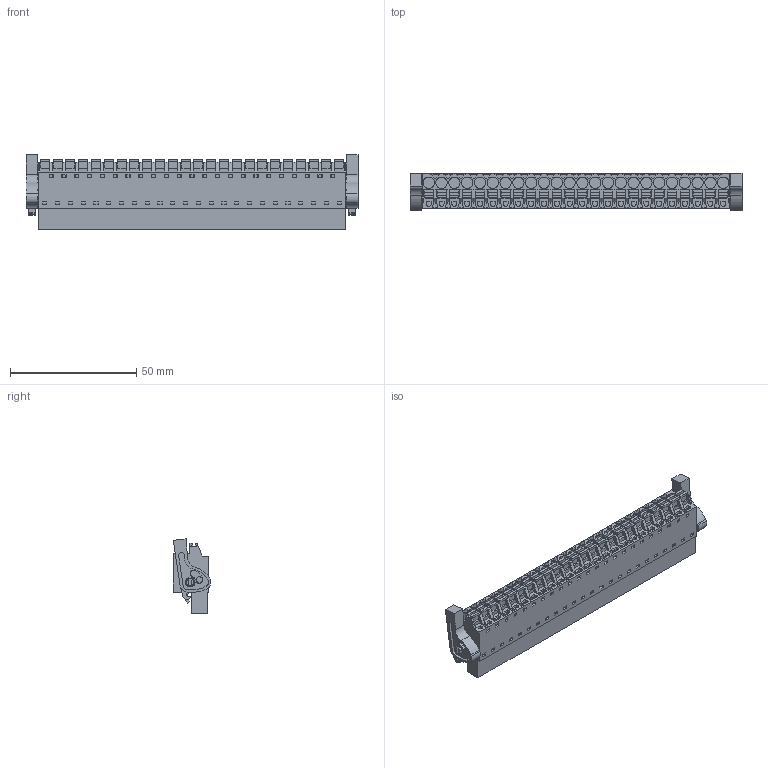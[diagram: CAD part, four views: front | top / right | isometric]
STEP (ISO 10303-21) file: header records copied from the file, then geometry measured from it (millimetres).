
FILE_DESCRIPTION(('CATIA V5 STEP Exchange','CAx-IF Rec.Pracs.--- Model Styling and Organization---1.2---2011-12-15'),'2;1');
FILE_NAME ('D1446642_0_1014620000_1014620000.stp','2017-04-29T05:59:13+00:00',('none'),('Weidmueller'),'CATIA Version 5-6 Release 2014','CATIA V5 STEP AP214','none');
FILE_SCHEMA(('AUTOMOTIVE_DESIGN { 1 0 10303 214 1 1 1 1 }'));
Products named in the file (1): 1014620000
Bounding box: 131.74 x 14.96 x 29.52 mm (x, y, z)
Volume: 30049.1 mm3; surface area: 20614.5 mm2
Topology: 27 solids, 27 shells, 1800 faces, 5183 edges, 3615 vertices
Faces by surface type: plane 1558, cylinder 233, cone 8, extrusion 1
Entity records: 57780 total; most frequent: CARTESIAN_POINT 11014, ORIENTED_EDGE 10366, DIRECTION 7270, EDGE_CURVE 5183, VECTOR 4680, LINE 4679, VERTEX_POINT 3615, EDGE_LOOP 2078
